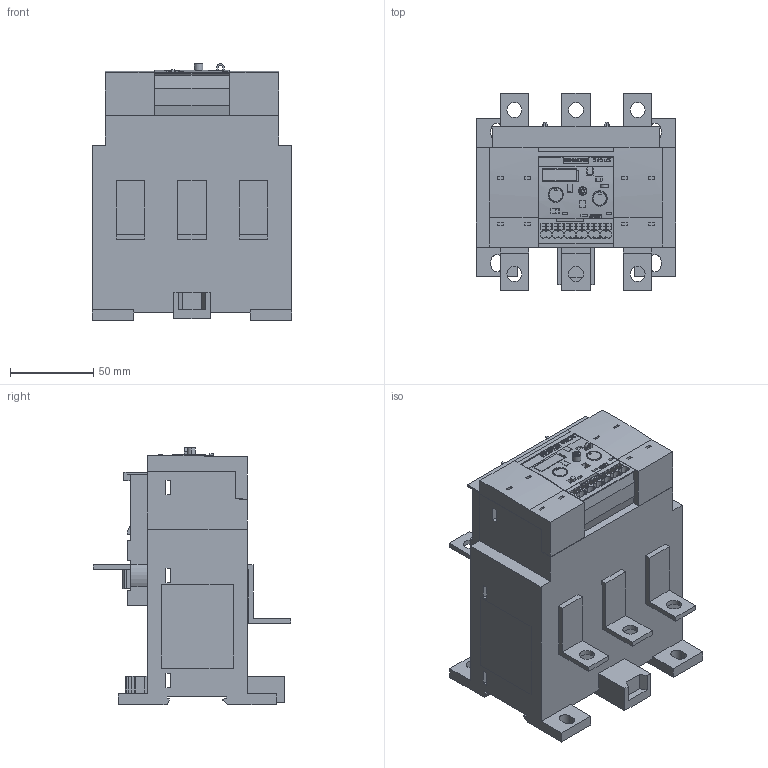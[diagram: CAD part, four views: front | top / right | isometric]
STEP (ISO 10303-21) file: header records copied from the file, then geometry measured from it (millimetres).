
FILE_DESCRIPTION(('STEP AP214'),'1');
FILE_NAME('cctmp_013F64F6-F5F7-400D-A46C-8E89B40BD69F_2023_07_18_13_17_46_0656..stp','2023-07-18T11:17:48',('SIEMENS A&D'),('CADClick - www.CADClick.com'),'Spatial InterOp 3D postprocessed',' ','unknown authorization');
FILE_SCHEMA(('AUTOMOTIVE_DESIGN'));
Length unit declared in the file: millimetre
Products named in the file (1): 2023_07_18_13_17_46_0594
Bounding box: 120 x 118.5 x 154.63 mm (x, y, z)
Volume: 987944.3 mm3; surface area: 139758.5 mm2
Topology: 1 solids, 1 shells, 1238 faces, 3522 edges, 2340 vertices
Faces by surface type: plane 1068, cylinder 154, torus 16
Entity records: 67576 total; most frequent: CARTESIAN_POINT 7560, STYLED_ITEM 7093, PRESENTATION_STYLE_ASSIGNMENT 7093, ORIENTED_EDGE 7028, DIRECTION 6455, EDGE_CURVE 3514, CURVE_STYLE 3514, DRAUGHTING_PRE_DEFINED_CURVE_FONT 3514
